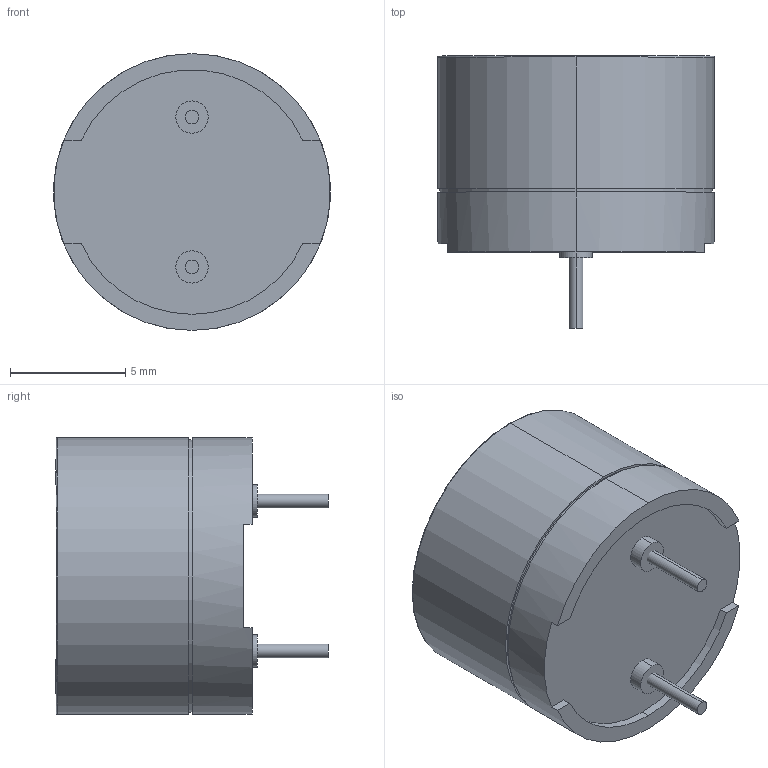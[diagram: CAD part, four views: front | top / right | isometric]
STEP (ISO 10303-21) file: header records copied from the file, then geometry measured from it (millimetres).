
FILE_DESCRIPTION (( 'STEP AP203' ), '1' );
FILE_NAME ('GT-11P.STEP', '2017-03-17T17:40:28', ( 'Gem' ), ( '' ), 'SwSTEP 2.0', 'SolidWorks 2013', '' );
FILE_SCHEMA (( 'CONFIG_CONTROL_DESIGN' ));
Length unit declared in the file: millimetre
Products named in the file (1): GT-11P
Bounding box: 12 x 11.81 x 12 mm (x, y, z)
Volume: 925.3 mm3; surface area: 592.3 mm2
Topology: 5 solids, 5 shells, 115 faces, 280 edges, 186 vertices
Faces by surface type: plane 75, cylinder 19, bspline 19, torus 2
Entity records: 4349 total; most frequent: CARTESIAN_POINT 1649, ORIENTED_EDGE 560, DIRECTION 482, EDGE_CURVE 280, VECTOR 196, LINE 196, VERTEX_POINT 186, AXIS2_PLACEMENT_3D 143
